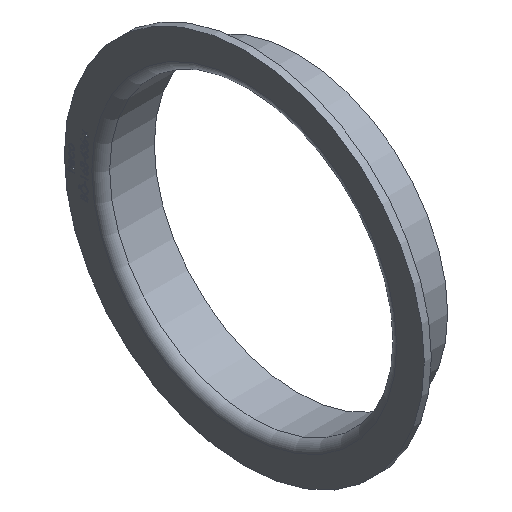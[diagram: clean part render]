
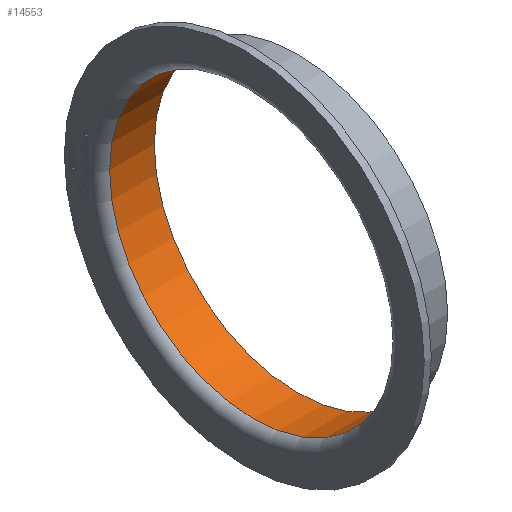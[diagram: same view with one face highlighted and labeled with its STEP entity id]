
A CAD part, isometric view. The second image highlights one B-rep face of the part: STEP entity #14553.
In plain terms, the highlighted cylindrical face has radius 80.55 mm (diameter 161.1 mm), a full revolution.
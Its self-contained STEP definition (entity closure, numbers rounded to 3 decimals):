
#434 = AXIS2_PLACEMENT_3D ( 'NONE', #12688, #7842, #13795 ) ;
#502 = CIRCLE ( 'NONE', #3042, 80.55 ) ;
#1222 = AXIS2_PLACEMENT_3D ( 'NONE', #10714, #14129, #2234 ) ;
#2234 = DIRECTION ( 'NONE',  ( 0., 0., 1. ) ) ;
#3042 = AXIS2_PLACEMENT_3D ( 'NONE', #5480, #10549, #15246 ) ;
#3476 = FACE_OUTER_BOUND ( 'NONE', #9429, .T. ) ;
#3582 = VERTEX_POINT ( 'NONE', #8439 ) ;
#4792 = CARTESIAN_POINT ( 'NONE',  ( 5., 0., -80.55 ) ) ;
#5480 = CARTESIAN_POINT ( 'NONE',  ( 5., 0., 0. ) ) ;
#6047 = ORIENTED_EDGE ( 'NONE', *, *, #14776, .F. ) ;
#6822 = EDGE_LOOP ( 'NONE', ( #14057 ) ) ;
#7842 = DIRECTION ( 'NONE',  ( -1., 0., 0. ) ) ;
#8439 = CARTESIAN_POINT ( 'NONE',  ( 30., 0., 80.55 ) ) ;
#9429 = EDGE_LOOP ( 'NONE', ( #6047 ) ) ;
#10549 = DIRECTION ( 'NONE',  ( -1., 0., 0. ) ) ;
#10714 = CARTESIAN_POINT ( 'NONE',  ( 0., 0., 0. ) ) ;
#11984 = EDGE_CURVE ( 'NONE', #13046, #13046, #502, .T. ) ;
#12688 = CARTESIAN_POINT ( 'NONE',  ( 30., 0., 0. ) ) ;
#13046 = VERTEX_POINT ( 'NONE', #4792 ) ;
#13795 = DIRECTION ( 'NONE',  ( 0., 0., 1. ) ) ;
#14057 = ORIENTED_EDGE ( 'NONE', *, *, #11984, .T. ) ;
#14129 = DIRECTION ( 'NONE',  ( -1., 0., 0. ) ) ;
#14216 = CYLINDRICAL_SURFACE ( 'NONE', #1222, 80.55 ) ;
#14372 = FACE_OUTER_BOUND ( 'NONE', #6822, .T. ) ;
#14553 = ADVANCED_FACE ( 'NONE', ( #14372, #3476 ), #14216, .F. ) ;
#14776 = EDGE_CURVE ( 'NONE', #3582, #3582, #15678, .T. ) ;
#15246 = DIRECTION ( 'NONE',  ( 0., 0., -1. ) ) ;
#15678 = CIRCLE ( 'NONE', #434, 80.55 ) ;
